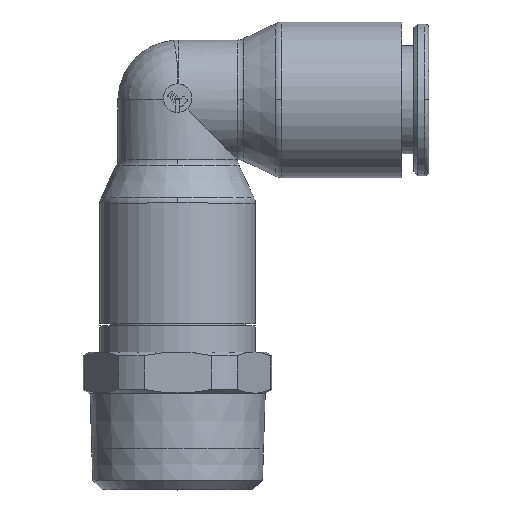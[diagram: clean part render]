
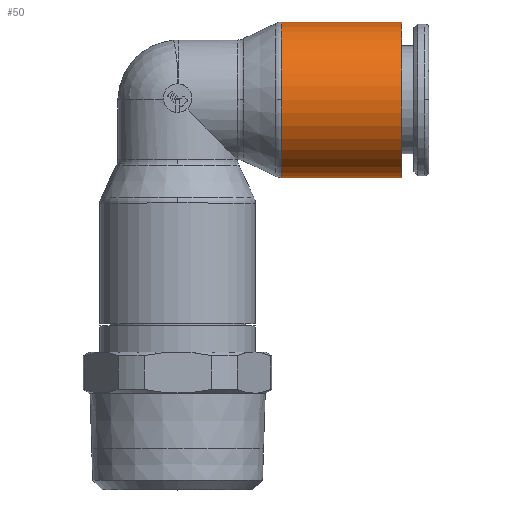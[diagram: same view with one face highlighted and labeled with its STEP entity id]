
A CAD part, top view. The second image highlights one B-rep face of the part: STEP entity #50.
In plain terms, the highlighted cylindrical face has radius 9.5 mm (diameter 19 mm), a partial arc.
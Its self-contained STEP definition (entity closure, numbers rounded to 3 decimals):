
#50=ADVANCED_FACE('',(#173),#174,.T.);
#173=FACE_OUTER_BOUND('',#423,.T.);
#174=CYLINDRICAL_SURFACE('',#424,9.5);
#423=EDGE_LOOP('',(#695,#696,#697,#698,#699));
#424=AXIS2_PLACEMENT_3D('',#700,#701,#702);
#695=ORIENTED_EDGE('',*,*,#1617,.F.);
#696=ORIENTED_EDGE('',*,*,#1618,.T.);
#697=ORIENTED_EDGE('',*,*,#1619,.T.);
#698=ORIENTED_EDGE('',*,*,#1620,.F.);
#699=ORIENTED_EDGE('',*,*,#1621,.F.);
#700=CARTESIAN_POINT('',(20.01,35.8,0.0));
#701=DIRECTION('',(1.0,0.0,0.0));
#702=DIRECTION('',(0.0,1.0,0.0));
#1617=EDGE_CURVE('',#1922,#1923,#1924,.T.);
#1618=EDGE_CURVE('',#1922,#1925,#1926,.T.);
#1619=EDGE_CURVE('',#1925,#1927,#1928,.T.);
#1620=EDGE_CURVE('',#1929,#1927,#1930,.T.);
#1621=EDGE_CURVE('',#1923,#1929,#1931,.T.);
#1922=VERTEX_POINT('',#2406);
#1923=VERTEX_POINT('',#2407);
#1924=LINE('',#2408,#2409);
#1925=VERTEX_POINT('',#2410);
#1926=CIRCLE('',#2411,9.5);
#1927=VERTEX_POINT('',#2412);
#1928=CIRCLE('',#2413,9.5);
#1929=VERTEX_POINT('',#2414);
#1930=LINE('',#2415,#2416);
#1931=CIRCLE('',#2417,9.5);
#2406=CARTESIAN_POINT('',(12.66,45.3,0.0));
#2407=CARTESIAN_POINT('',(27.36,45.3,0.0));
#2408=CARTESIAN_POINT('',(20.01,45.3,0.));
#2409=VECTOR('',#3676,1.0);
#2410=CARTESIAN_POINT('',(12.66,35.8,9.5));
#2411=AXIS2_PLACEMENT_3D('',#3677,#3678,#3679);
#2412=CARTESIAN_POINT('',(12.66,26.3,0.));
#2413=AXIS2_PLACEMENT_3D('',#3680,#3681,#3682);
#2414=CARTESIAN_POINT('',(27.36,26.3,0.));
#2415=CARTESIAN_POINT('',(20.01,26.3,0.));
#2416=VECTOR('',#3683,1.0);
#2417=AXIS2_PLACEMENT_3D('',#3684,#3685,#3686);
#3676=DIRECTION('',(1.0,0.0,0.0));
#3677=CARTESIAN_POINT('',(12.66,35.8,0.0));
#3678=DIRECTION('',(1.0,0.0,0.0));
#3679=DIRECTION('',(0.0,1.0,0.0));
#3680=CARTESIAN_POINT('',(12.66,35.8,0.0));
#3681=DIRECTION('',(1.0,0.0,0.0));
#3682=DIRECTION('',(0.0,1.0,0.0));
#3683=DIRECTION('',(-1.0,-0.0,-0.0));
#3684=CARTESIAN_POINT('',(27.36,35.8,0.0));
#3685=DIRECTION('',(1.0,0.0,0.0));
#3686=DIRECTION('',(0.0,1.0,0.0));
